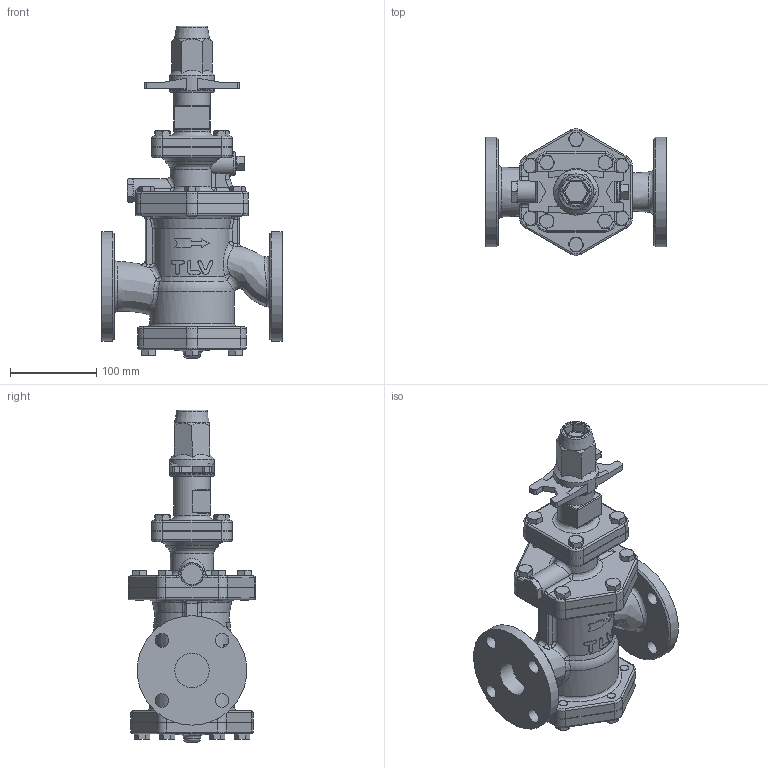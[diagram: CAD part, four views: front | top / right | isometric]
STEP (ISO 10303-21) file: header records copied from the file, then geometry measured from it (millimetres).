
FILE_DESCRIPTION((''),'2;1');
FILE_NAME('csr3x-040-a0125-00.stp','2010-06-24T09:42:16',('nakaot'),(''),'Autodesk Inventor 2008','Autodesk Inventor 2008','');
FILE_SCHEMA(('AUTOMOTIVE_DESIGN { 1 0 10303 214 1 1 1 1 }'));
Length unit declared in the file: millimetre
Products named in the file (1): csr3x-040-a0125-00
Bounding box: 209 x 147.34 x 385 mm (x, y, z)
Volume: 2700986.6 mm3; surface area: 292506.8 mm2
Topology: 1 solids, 1 shells, 810 faces, 1958 edges, 1199 vertices
Faces by surface type: plane 286, cylinder 184, bspline 167, cone 122, torus 46, sphere 5
Full cylindrical faces by diameter (mm): 10 x32, 27 x1, 28 x1, 40 x2, 42 x1, 52 x1, 70 x1, 90 x2, 98 x1, 127 x2
Entity records: 48132 total; most frequent: CARTESIAN_POINT 31088, ORIENTED_EDGE 3636, DIRECTION 3267, EDGE_CURVE 1818, AXIS2_PLACEMENT_3D 1297, VERTEX_POINT 1161, EDGE_LOOP 1009, FACE_OUTER_BOUND 810
